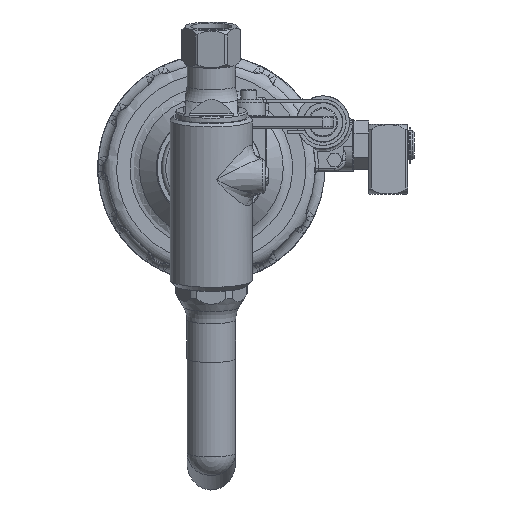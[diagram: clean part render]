
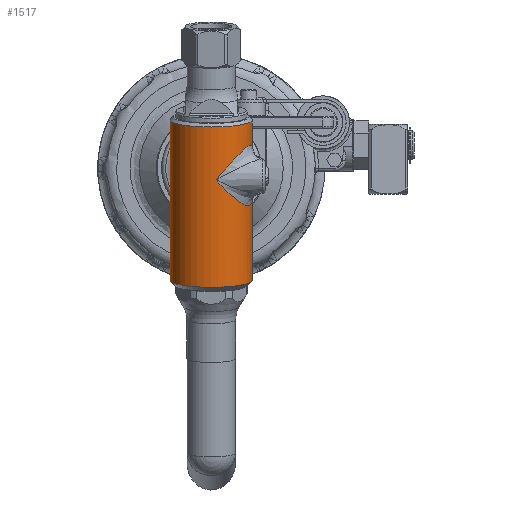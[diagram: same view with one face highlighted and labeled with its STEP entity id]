
A CAD part, top view. The second image highlights one B-rep face of the part: STEP entity #1517.
In plain terms, the highlighted cylindrical face has radius 20.028 mm (diameter 40.056 mm), a partial arc.
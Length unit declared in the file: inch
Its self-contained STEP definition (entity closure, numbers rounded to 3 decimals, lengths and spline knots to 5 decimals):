
#455=ELLIPSE('',#18720,7.69968,0.7885);
#456=ELLIPSE('',#18730,7.69968,0.7885);
#500=FACE_BOUND('',#4144,.T.);
#501=FACE_BOUND('',#4145,.T.);
#1517=ADVANCED_FACE('',(#500,#501),#2380,.T.);
#2380=CYLINDRICAL_SURFACE('',#18749,0.7885);
#4144=EDGE_LOOP('',(#8787));
#4145=EDGE_LOOP('',(#8788,#8789,#8790,#8791,#8792,#8793,#8794,#8795,#8796,
#8797));
#5235=CIRCLE('',#18492,0.7885);
#5241=CIRCLE('',#18503,0.7885);
#6525=B_SPLINE_CURVE_WITH_KNOTS('',3,(#33099,#33100,#33101,#33102),
 .UNSPECIFIED.,.F.,.F.,(4,4),(0.,1.),.UNSPECIFIED.);
#6528=B_SPLINE_CURVE_WITH_KNOTS('',3,(#33136,#33137,#33138,#33139),
 .UNSPECIFIED.,.F.,.F.,(4,4),(0.,1.),.UNSPECIFIED.);
#6534=B_SPLINE_CURVE_WITH_KNOTS('',3,(#33276,#33277,#33278,#33279,#33280,
#33281,#33282,#33283,#33284,#33285,#33286,#33287,#33288,#33289,#33290,#33291,
#33292,#33293,#33294,#33295,#33296,#33297,#33298,#33299,#33300,#33301,#33302,
#33303,#33304,#33305,#33306,#33307,#33308,#33309,#33310,#33311,#33312,#33313,
#33314,#33315,#33316,#33317),.UNSPECIFIED.,.T.,.F.,(2,2,2,2,2,2,2,2,2,2,
2,2,2,2,2,2,2,2,2,2,2,2,2),(-0.01562,0.,0.01563,0.03125,0.0625,
0.125,0.1875,0.25,0.3125,0.375,0.4375,0.5,0.5625,0.625,0.6875,0.75,0.8125,
0.875,0.9375,0.96875,0.98438,1.,1.01563),.UNSPECIFIED.);
#8787=ORIENTED_EDGE('',*,*,#14822,.T.);
#8788=ORIENTED_EDGE('',*,*,#14793,.T.);
#8789=ORIENTED_EDGE('',*,*,#14421,.T.);
#8790=ORIENTED_EDGE('',*,*,#14805,.T.);
#8791=ORIENTED_EDGE('',*,*,#14796,.T.);
#8792=ORIENTED_EDGE('',*,*,#14803,.T.);
#8793=ORIENTED_EDGE('',*,*,#14808,.T.);
#8794=ORIENTED_EDGE('',*,*,#14434,.T.);
#8795=ORIENTED_EDGE('',*,*,#14781,.T.);
#8796=ORIENTED_EDGE('',*,*,#14786,.T.);
#8797=ORIENTED_EDGE('',*,*,#14787,.T.);
#12548=VERTEX_POINT('',#30400);
#12550=VERTEX_POINT('',#30406);
#12555=VERTEX_POINT('',#30430);
#12557=VERTEX_POINT('',#30436);
#12672=VERTEX_POINT('',#31781);
#12778=VERTEX_POINT('',#33075);
#12781=VERTEX_POINT('',#33103);
#12785=VERTEX_POINT('',#33135);
#12786=VERTEX_POINT('',#33140);
#12791=VERTEX_POINT('',#33173);
#12797=VERTEX_POINT('',#33318);
#14421=EDGE_CURVE('',#12550,#12548,#5235,.T.);
#14434=EDGE_CURVE('',#12557,#12555,#5241,.T.);
#14781=EDGE_CURVE('',#12555,#12778,#16576,.T.);
#14786=EDGE_CURVE('',#12778,#12672,#455,.T.);
#14787=EDGE_CURVE('',#12672,#12781,#6525,.T.);
#14793=EDGE_CURVE('',#12781,#12550,#16579,.T.);
#14796=EDGE_CURVE('',#12786,#12785,#6528,.T.);
#14803=EDGE_CURVE('',#12785,#12791,#456,.T.);
#14805=EDGE_CURVE('',#12548,#12786,#16581,.T.);
#14808=EDGE_CURVE('',#12791,#12557,#16584,.T.);
#14822=EDGE_CURVE('',#12797,#12797,#6534,.T.);
#16576=LINE('',#33074,#17401);
#16579=LINE('',#33127,#17404);
#16581=LINE('',#33188,#17406);
#16584=LINE('',#33193,#17409);
#17401=VECTOR('',#21859,1.);
#17404=VECTOR('',#21878,1.);
#17406=VECTOR('',#21894,1.);
#17409=VECTOR('',#21899,1.);
#18492=AXIS2_PLACEMENT_3D('',#30409,#21347,#21348);
#18503=AXIS2_PLACEMENT_3D('',#30439,#21374,#21375);
#18720=AXIS2_PLACEMENT_3D('',#33086,#21867,#21868);
#18730=AXIS2_PLACEMENT_3D('',#33174,#21890,#21891);
#18749=AXIS2_PLACEMENT_3D('',#33504,#21936,#21937);
#21347=DIRECTION('',(0.,-0.985,-0.174));
#21348=DIRECTION('',(0.,-0.174,0.985));
#21374=DIRECTION('',(0.,0.985,0.174));
#21375=DIRECTION('',(0.,0.174,-0.985));
#21859=DIRECTION('',(0.,0.985,0.174));
#21867=DIRECTION('',(0.994,0.105,-0.008));
#21868=DIRECTION('',(-0.102,0.979,0.175));
#21878=DIRECTION('',(0.,0.985,0.174));
#21890=DIRECTION('',(-0.994,0.105,-0.008));
#21891=DIRECTION('',(0.102,0.979,0.175));
#21894=DIRECTION('',(0.,-0.985,-0.174));
#21899=DIRECTION('',(0.,-0.985,-0.174));
#21936=DIRECTION('',(0.,0.985,0.174));
#21937=DIRECTION('',(0.,0.174,-0.985));
#30400=CARTESIAN_POINT('',(-0.50827,1.01464,10.71779));
#30406=CARTESIAN_POINT('',(0.50827,1.01464,10.71779));
#30409=CARTESIAN_POINT('',(0.,0.90996,11.31145));
#30430=CARTESIAN_POINT('',(0.61738,-2.0755,10.28699));
#30436=CARTESIAN_POINT('',(-0.61738,-2.0755,10.28699));
#30439=CARTESIAN_POINT('',(0.,-2.16067,10.77002));
#31781=CARTESIAN_POINT('',(0.59493,0.20068,10.66092));
#33074=CARTESIAN_POINT('',(0.61738,2.39928,11.07601));
#33075=CARTESIAN_POINT('',(0.61738,-0.01174,10.65088));
#33086=CARTESIAN_POINT('',(0.,5.93256,12.19707));
#33099=CARTESIAN_POINT('',(0.59493,0.20068,10.66092));
#33100=CARTESIAN_POINT('',(0.57707,0.29404,10.65653));
#33101=CARTESIAN_POINT('',(0.54873,0.38358,10.64115));
#33102=CARTESIAN_POINT('',(0.50827,0.46734,10.62129));
#33103=CARTESIAN_POINT('',(0.50827,0.46734,10.62129));
#33127=CARTESIAN_POINT('',(0.50827,2.41879,10.96538));
#33135=CARTESIAN_POINT('',(-0.59493,0.20068,10.66092));
#33136=CARTESIAN_POINT('',(-0.50827,0.46734,10.62129));
#33137=CARTESIAN_POINT('',(-0.54873,0.38358,10.64115));
#33138=CARTESIAN_POINT('',(-0.57707,0.29404,10.65653));
#33139=CARTESIAN_POINT('',(-0.59493,0.20068,10.66092));
#33140=CARTESIAN_POINT('',(-0.50827,0.46734,10.62129));
#33173=CARTESIAN_POINT('',(-0.61738,-0.01174,10.65088));
#33174=CARTESIAN_POINT('',(0.,5.93256,12.19707));
#33188=CARTESIAN_POINT('',(-0.50827,2.41879,10.96538));
#33193=CARTESIAN_POINT('',(-0.61738,2.39928,11.07601));
#33276=CARTESIAN_POINT('',(0.10967,-0.25822,11.89835));
#33277=CARTESIAN_POINT('',(0.10896,-0.21943,11.90529));
#33278=CARTESIAN_POINT('',(0.12104,-0.20207,11.90663));
#33279=CARTESIAN_POINT('',(0.1439,-0.17069,11.90821));
#33280=CARTESIAN_POINT('',(0.15642,-0.15586,11.90838));
#33281=CARTESIAN_POINT('',(0.19439,-0.11165,11.90771));
#33282=CARTESIAN_POINT('',(0.22045,-0.08292,11.90561));
#33283=CARTESIAN_POINT('',(0.298,0.00237,11.89476));
#33284=CARTESIAN_POINT('',(0.34945,0.05806,11.88148));
#33285=CARTESIAN_POINT('',(0.45124,0.16693,11.83976));
#33286=CARTESIAN_POINT('',(0.50145,0.21987,11.81128));
#33287=CARTESIAN_POINT('',(0.59614,0.315,11.73486));
#33288=CARTESIAN_POINT('',(0.64145,0.35817,11.68603));
#33289=CARTESIAN_POINT('',(0.71787,0.41671,11.56441));
#33290=CARTESIAN_POINT('',(0.74879,0.43073,11.48879));
#33291=CARTESIAN_POINT('',(0.78363,0.40868,11.33927));
#33292=CARTESIAN_POINT('',(0.78867,0.37357,11.26601));
#33293=CARTESIAN_POINT('',(0.78833,0.27567,11.14511));
#33294=CARTESIAN_POINT('',(0.78361,0.21355,11.09599));
#33295=CARTESIAN_POINT('',(0.77618,0.07624,11.02114));
#33296=CARTESIAN_POINT('',(0.77347,0.00194,10.99574));
#33297=CARTESIAN_POINT('',(0.77343,-0.15181,10.96844));
#33298=CARTESIAN_POINT('',(0.77612,-0.23065,10.9668));
#33299=CARTESIAN_POINT('',(0.78347,-0.38421,10.98955));
#33300=CARTESIAN_POINT('',(0.78821,-0.45971,11.01421));
#33301=CARTESIAN_POINT('',(0.78876,-0.59309,11.09349));
#33302=CARTESIAN_POINT('',(0.78403,-0.65147,11.14972));
#33303=CARTESIAN_POINT('',(0.74947,-0.72466,11.28314));
#33304=CARTESIAN_POINT('',(0.71955,-0.73762,11.35732));
#33305=CARTESIAN_POINT('',(0.64313,-0.72516,11.49274));
#33306=CARTESIAN_POINT('',(0.59844,-0.70189,11.55296));
#33307=CARTESIAN_POINT('',(0.50293,-0.63844,11.65879));
#33308=CARTESIAN_POINT('',(0.45327,-0.59892,11.70328));
#33309=CARTESIAN_POINT('',(0.35175,-0.51133,11.77992));
#33310=CARTESIAN_POINT('',(0.29941,-0.46278,11.81217));
#33311=CARTESIAN_POINT('',(0.22154,-0.38612,11.85183));
#33312=CARTESIAN_POINT('',(0.19553,-0.3599,11.86364));
#33313=CARTESIAN_POINT('',(0.15749,-0.31861,11.87946));
#33314=CARTESIAN_POINT('',(0.14489,-0.30456,11.88442));
#33315=CARTESIAN_POINT('',(0.12182,-0.27457,11.89373));
#33316=CARTESIAN_POINT('',(0.10967,-0.25822,11.89835));
#33317=CARTESIAN_POINT('',(0.10896,-0.21943,11.90529));
#33318=CARTESIAN_POINT('',(0.10931,-0.23883,11.90182));
#33504=CARTESIAN_POINT('',(0.,2.31411,11.55904));
